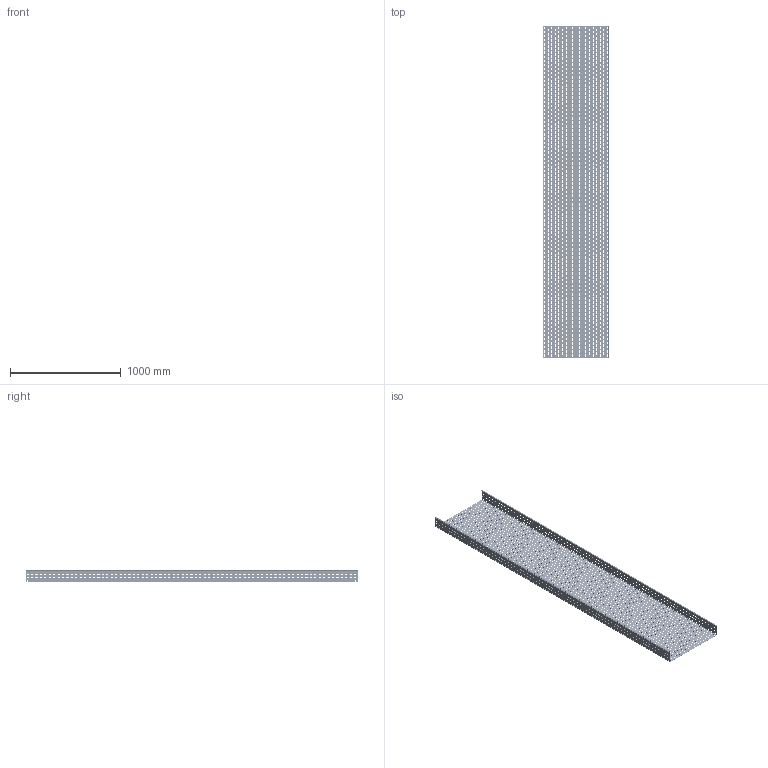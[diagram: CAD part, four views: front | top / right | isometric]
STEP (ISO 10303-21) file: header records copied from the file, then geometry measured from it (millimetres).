
FILE_DESCRIPTION(/* description */ (''),/* implementation_level */ '2;1');
FILE_NAME(/* name */ 'KCP600H110_3N.stp',/* time_stamp */ '2020-03-24T12:01:49+01:00',/* author */ ('stanislaw.luczak'),/* organization */ (''),/* preprocessor_version */ 'ST-DEVELOPER v18',/* originating_system */ 'Autodesk Inventor 2020',/* authorisation */ '');
FILE_SCHEMA (('AUTOMOTIVE_DESIGN { 1 0 10303 214 3 1 1 }'));
Products named in the file (1): 600H60N_KGJ_3M
Bounding box: 601.27 x 3000 x 109.38 mm (x, y, z)
Volume: 3265282.6 mm3; surface area: 4527384.8 mm2
Topology: 1 solids, 1 shells, 8126 faces, 24356 edges, 16232 vertices
Faces by surface type: plane 4086, cylinder 4040
Entity records: 284013 total; most frequent: CARTESIAN_POINT 48715, ORIENTED_EDGE 48712, DIRECTION 48690, EDGE_CURVE 24356, LINE 16276, VECTOR 16276, VERTEX_POINT 16232, AXIS2_PLACEMENT_3D 16207
